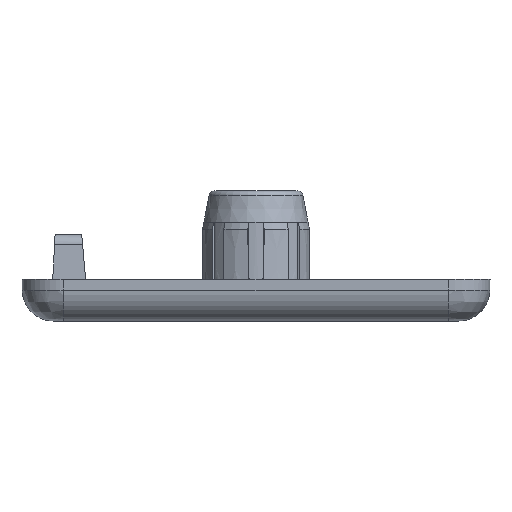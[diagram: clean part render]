
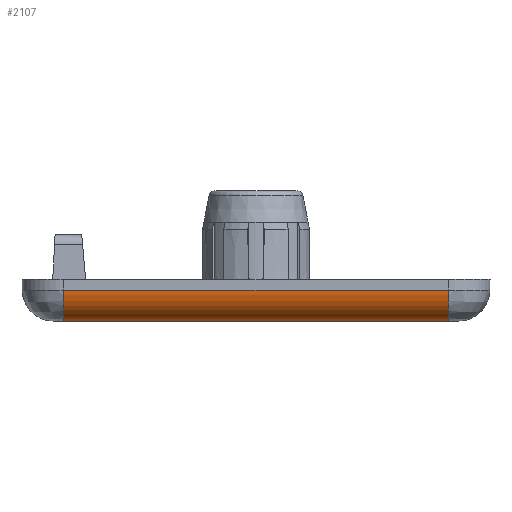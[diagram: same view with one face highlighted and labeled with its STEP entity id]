
A CAD part, front view. The second image highlights one B-rep face of the part: STEP entity #2107.
In plain terms, the highlighted cylindrical face has radius 3 mm (diameter 6 mm), a partial arc.
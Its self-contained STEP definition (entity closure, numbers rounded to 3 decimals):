
#28 = EDGE_CURVE ( 'NONE', #998, #628, #934, .T. ) ;
#46 = CARTESIAN_POINT ( 'NONE',  ( 22.45, -19.476, 0. ) ) ;
#73 = LINE ( 'NONE', #2519, #2707 ) ;
#197 = AXIS2_PLACEMENT_3D ( 'NONE', #2275, #2115, #1885 ) ;
#245 = CARTESIAN_POINT ( 'NONE',  ( 18.476, -19.476, 3. ) ) ;
#292 = DIRECTION ( 'NONE',  ( 1., 0., 0. ) ) ;
#393 = DIRECTION ( 'NONE',  ( 0., 0., 1. ) ) ;
#410 = DIRECTION ( 'NONE',  ( -1., 0., 0. ) ) ;
#479 = EDGE_CURVE ( 'NONE', #628, #2465, #1422, .T. ) ;
#591 = EDGE_CURVE ( 'NONE', #998, #1112, #2130, .T. ) ;
#628 = VERTEX_POINT ( 'NONE', #2459 ) ;
#718 = CARTESIAN_POINT ( 'NONE',  ( -18.476, -19.476, 3. ) ) ;
#930 = CARTESIAN_POINT ( 'NONE',  ( 18.476, -22.476, 2.974 ) ) ;
#934 = LINE ( 'NONE', #46, #1420 ) ;
#998 = VERTEX_POINT ( 'NONE', #1590 ) ;
#1112 = VERTEX_POINT ( 'NONE', #930 ) ;
#1196 = ORIENTED_EDGE ( 'NONE', *, *, #1857, .F. ) ;
#1207 = AXIS2_PLACEMENT_3D ( 'NONE', #718, #1550, #2196 ) ;
#1400 = EDGE_LOOP ( 'NONE', ( #2579, #1196, #2002, #1897 ) ) ;
#1420 = VECTOR ( 'NONE', #1524, 1000. ) ;
#1422 = CIRCLE ( 'NONE', #1207, 3. ) ;
#1524 = DIRECTION ( 'NONE',  ( -1., 0., 0. ) ) ;
#1550 = DIRECTION ( 'NONE',  ( -1., 0., 0. ) ) ;
#1590 = CARTESIAN_POINT ( 'NONE',  ( 18.476, -19.476, 0. ) ) ;
#1673 = CARTESIAN_POINT ( 'NONE',  ( -18.476, -22.476, 2.974 ) ) ;
#1857 = EDGE_CURVE ( 'NONE', #2465, #1112, #73, .T. ) ;
#1885 = DIRECTION ( 'NONE',  ( 0., 0., 1. ) ) ;
#1897 = ORIENTED_EDGE ( 'NONE', *, *, #28, .F. ) ;
#2002 = ORIENTED_EDGE ( 'NONE', *, *, #479, .F. ) ;
#2073 = FACE_OUTER_BOUND ( 'NONE', #1400, .T. ) ;
#2107 = ADVANCED_FACE ( 'NONE', ( #2073 ), #2527, .T. ) ;
#2115 = DIRECTION ( 'NONE',  ( -1., 0., 0. ) ) ;
#2130 = CIRCLE ( 'NONE', #2270, 3. ) ;
#2196 = DIRECTION ( 'NONE',  ( 0., 0., 1. ) ) ;
#2270 = AXIS2_PLACEMENT_3D ( 'NONE', #245, #410, #393 ) ;
#2275 = CARTESIAN_POINT ( 'NONE',  ( -22.45, -19.476, 3. ) ) ;
#2459 = CARTESIAN_POINT ( 'NONE',  ( -18.476, -19.476, 0. ) ) ;
#2465 = VERTEX_POINT ( 'NONE', #1673 ) ;
#2519 = CARTESIAN_POINT ( 'NONE',  ( -22.45, -22.476, 2.974 ) ) ;
#2527 = CYLINDRICAL_SURFACE ( 'NONE', #197, 3. ) ;
#2579 = ORIENTED_EDGE ( 'NONE', *, *, #591, .T. ) ;
#2707 = VECTOR ( 'NONE', #292, 1000. ) ;
